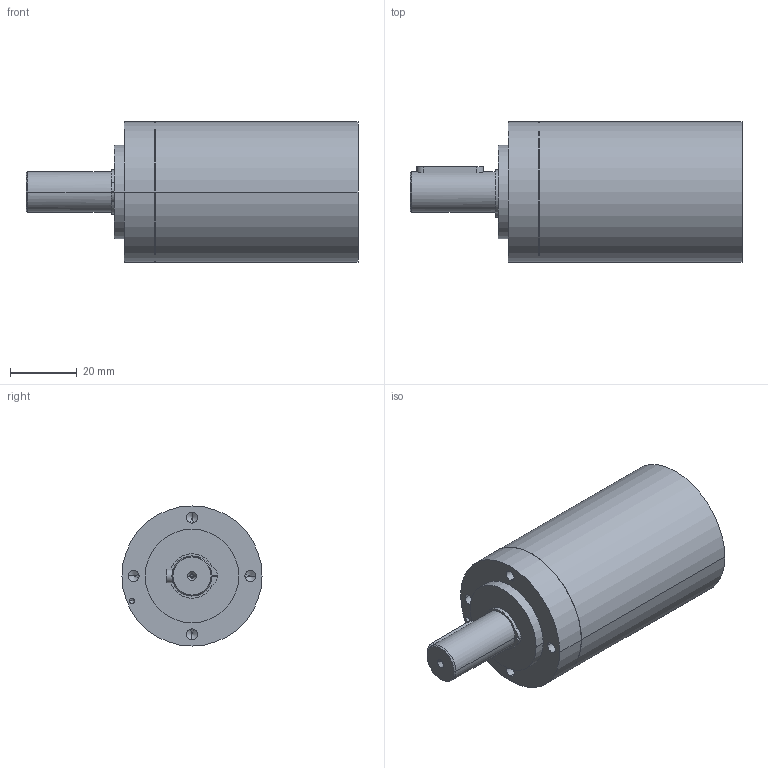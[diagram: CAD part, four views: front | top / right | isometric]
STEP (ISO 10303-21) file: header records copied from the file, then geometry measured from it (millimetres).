
FILE_DESCRIPTION((''),'2;1');
FILE_NAME('1193324','2013-03-06T',('MMAGPETK'),(''),'PRO/ENGINEER BY PARAMETRIC TECHNOLOGY CORPORATION, 2012010','PRO/ENGINEER BY PARAMETRIC TECHNOLOGY CORPORATION, 2012010','');
FILE_SCHEMA(('CONFIG_CONTROL_DESIGN'));
Length unit declared in the file: millimetre
Products named in the file (1): 1193324
Bounding box: 99.5 x 42 x 42 mm (x, y, z)
Volume: 96433.6 mm3; surface area: 14166.1 mm2
Topology: 1 solids, 1 shells, 56 faces, 133 edges, 76 vertices
Faces by surface type: cylinder 27, cone 16, plane 11, torus 2
Entity records: 1592 total; most frequent: DIRECTION 289, CARTESIAN_POINT 282, ORIENTED_EDGE 242, EDGE_CURVE 121, AXIS2_PLACEMENT_3D 116, VERTEX_POINT 76, EDGE_LOOP 65, CIRCLE 60
